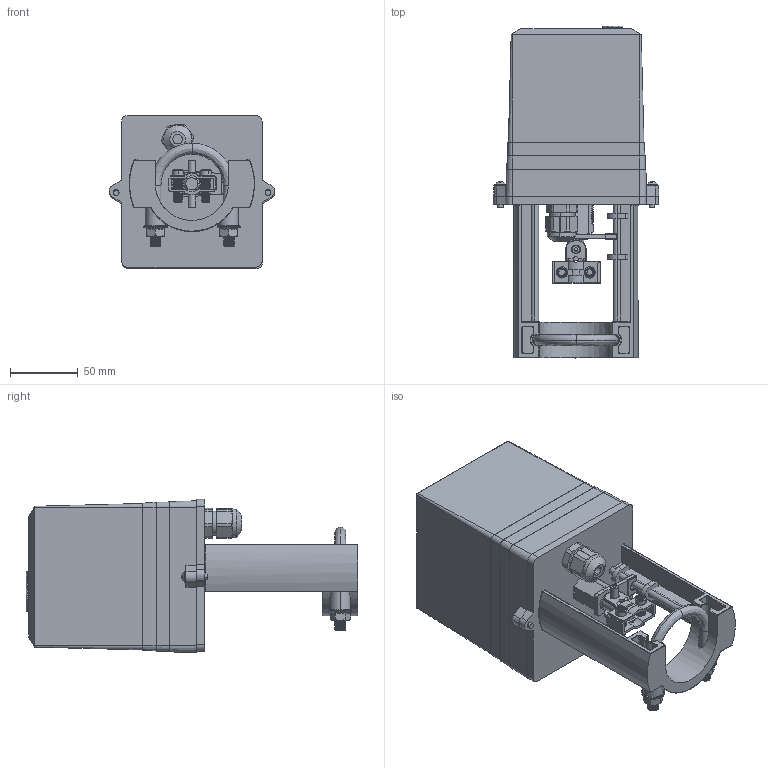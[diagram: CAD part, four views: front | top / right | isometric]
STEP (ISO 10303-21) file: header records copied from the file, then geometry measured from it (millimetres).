
FILE_DESCRIPTION (( 'STEP AP214' ), '1' );
FILE_NAME ('【执行器部分】VAJ3D-A&D系列执行器整机图纸1000&1500N.STEP', '2022-08-19T07:27:48', ( 'User' ), ( 'china' ), 'SwSTEP 2.0', 'SolidWorks 2013', '' );
FILE_SCHEMA (( 'AUTOMOTIVE_DESIGN' ));
Length unit declared in the file: millimetre
Products named in the file (22): 1500N硌尨遠ㄗ懦ㄘ; 装配体.Φ12阀杆头连接卡子V4.0-第4版夹子使用; 皮塞3D图纸（小方帽）; M4x8-平头内六角顶丝（S=2.5）; 1500N硌尨遠ㄗ綻ㄘ; VAJ3D-第3&4版夹子弹簧0.6x7.6x12x6（压缩到8mm）-20200608; 1000N&1500N方形帽子-ABS（高+黑色 124mm）.20220808; 轴用卡簧外形图 12（指针固定使用）; VAJ3D..系列-1500N支架主视图(使用); M6x20不锈钢内六角螺钉; 4S炵蹈U倰蹟邡朴54; 仿西门子夹子用滚针轴5.5x35; 【V4.0夹子2-1】Φ12阀杆头连接卡子（ M6-对称）-20200612; PG11 3Dͼֽ; VAJ3F炵蹈硒俴ん硌渀(3mm); 【执行器部分】VAJ3D-A&D系列执行器整机图纸1000&1500N; 【V4.0夹子2-2】Φ12阀杆头连接卡子（Φ6.4孔-不对称）-20190000; VAJ3F系列指针套（圆弧）; 一体式梯形螺母S19x70.5-Tr12x3+宽9&滚针.20220705; 装配体.一体式梯形螺母S19+指针+轴卡+滚针; 1500N-簽赽隊.dwg; QCT864-六角法兰面承面带齿螺母-M8x1.25x7.7
Assembly tree (25 placements, depth 3):
  【执行器部分】VAJ3D-A&D系列执行器整机图纸1000&1500N
    VAJ3D..系列-1500N支架主视图(使用)
    1500N硌尨遠ㄗ綻ㄘ
    1500N硌尨遠ㄗ懦ㄘ
    1500N-簽赽隊.dwg  x2
    VAJ3F系列指针套（圆弧）
    PG11 3Dͼֽ
    4S炵蹈U倰蹟邡朴54
    1000N&1500N方形帽子-ABS（高+黑色 124mm）.20220808
    皮塞3D图纸（小方帽）
    QCT864-六角法兰面承面带齿螺母-M8x1.25x7.7  x2
    装配体.一体式梯形螺母S19+指针+轴卡+滚针
      一体式梯形螺母S19x70.5-Tr12x3+宽9&滚针.20220705
      VAJ3F炵蹈硒俴ん硌渀(3mm)
      仿西门子夹子用滚针轴5.5x35
      轴用卡簧外形图 12（指针固定使用）
      M4x8-平头内六角顶丝（S=2.5）
    装配体.Φ12阀杆头连接卡子V4.0-第4版夹子使用
      【V4.0夹子2-2】Φ12阀杆头连接卡子（Φ6.4孔-不对称）-20190000
      【V4.0夹子2-1】Φ12阀杆头连接卡子（ M6-对称）-20200612
      M6x20不锈钢内六角螺钉  x2
      VAJ3D-第3&4版夹子弹簧0.6x7.6x12x6（压缩到8mm）-20200608  x2
Bounding box: 122.2 x 245 x 113.06 mm (x, y, z)
Volume: 4683.3 mm3; surface area: 215603.3 mm2
Topology: 6 solids, 37 shells, 1628 faces, 4310 edges, 2771 vertices
Faces by surface type: plane 630, cylinder 597, bspline 302, cone 99
Entity records: 89122 total; most frequent: CARTESIAN_POINT 43967, ORIENTED_EDGE 6934, DIRECTION 5370, EDGE_CURVE 3510, VERTEX_POINT 2267, AXIS2_PLACEMENT_3D 1848, LINE 1674, VECTOR 1674
